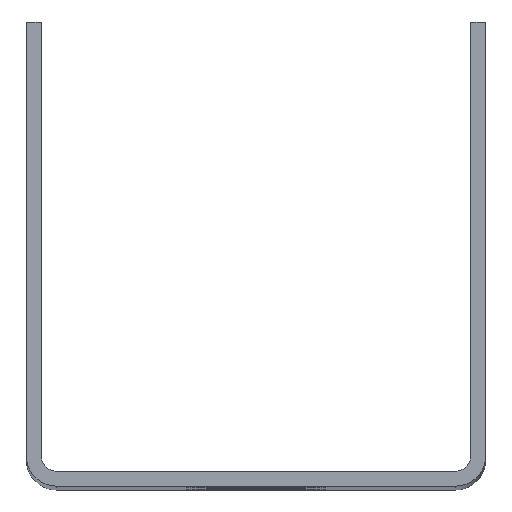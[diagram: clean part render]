
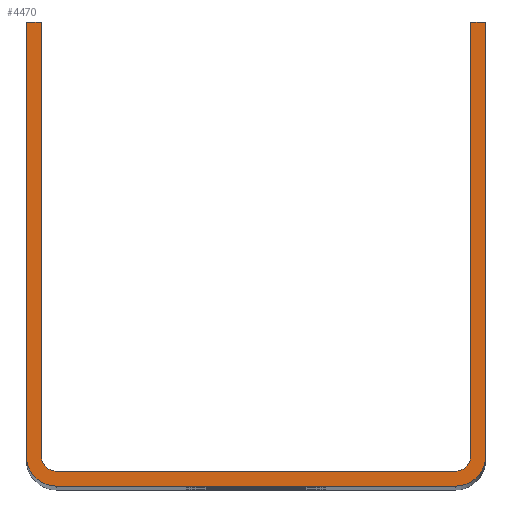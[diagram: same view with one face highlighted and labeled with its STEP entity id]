
A CAD part, top view. The second image highlights one B-rep face of the part: STEP entity #4470.
In plain terms, the highlighted planar face has unit normal (0, 0, 1).
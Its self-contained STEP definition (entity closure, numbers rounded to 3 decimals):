
#42=DIRECTION('',(0.,1.,0.));
#43=VECTOR('',#42,43.5);
#44=CARTESIAN_POINT('',(47.5,3.,220.));
#45=LINE('',#44,#43);
#314=DIRECTION('',(-1.,0.,0.));
#315=VECTOR('',#314,40.);
#316=CARTESIAN_POINT('',(46.,1.5,220.));
#317=LINE('',#316,#315);
#318=CARTESIAN_POINT('',(46.,3.,220.));
#319=DIRECTION('',(0.,0.,-1.));
#320=DIRECTION('',(1.,0.,0.));
#321=AXIS2_PLACEMENT_3D('',#318,#319,#320);
#323=DIRECTION('',(-1.,0.,0.));
#324=VECTOR('',#323,1.5);
#325=CARTESIAN_POINT('',(49.,46.5,220.));
#326=LINE('',#325,#324);
#327=CARTESIAN_POINT('',(46.,3.,220.));
#328=DIRECTION('',(0.,0.,1.));
#329=DIRECTION('',(0.,-1.,0.));
#330=AXIS2_PLACEMENT_3D('',#327,#328,#329);
#332=DIRECTION('',(1.,0.,0.));
#333=VECTOR('',#332,40.);
#334=CARTESIAN_POINT('',(6.,0.,220.));
#335=LINE('',#334,#333);
#336=CARTESIAN_POINT('',(6.,3.,220.));
#337=DIRECTION('',(0.,0.,1.));
#338=DIRECTION('',(-1.,0.,0.));
#339=AXIS2_PLACEMENT_3D('',#336,#337,#338);
#341=DIRECTION('',(-1.,0.,0.));
#342=VECTOR('',#341,1.5);
#343=CARTESIAN_POINT('',(4.5,46.5,220.));
#344=LINE('',#343,#342);
#345=CARTESIAN_POINT('',(6.,3.,220.));
#346=DIRECTION('',(0.,0.,-1.));
#347=DIRECTION('',(0.,-1.,0.));
#348=AXIS2_PLACEMENT_3D('',#345,#346,#347);
#578=DIRECTION('',(0.,-1.,0.));
#579=VECTOR('',#578,43.5);
#580=CARTESIAN_POINT('',(4.5,46.5,220.));
#581=LINE('',#580,#579);
#854=DIRECTION('',(0.,1.,0.));
#855=VECTOR('',#854,43.5);
#856=CARTESIAN_POINT('',(3.,3.,220.));
#857=LINE('',#856,#855);
#1354=DIRECTION('',(0.,-1.,0.));
#1355=VECTOR('',#1354,43.5);
#1356=CARTESIAN_POINT('',(49.,46.5,220.));
#1357=LINE('',#1356,#1355);
#3218=CARTESIAN_POINT('',(47.5,3.,220.));
#3219=CARTESIAN_POINT('',(46.,1.5,220.));
#3220=VERTEX_POINT('',#3218);
#3221=VERTEX_POINT('',#3219);
#3222=CARTESIAN_POINT('',(47.5,46.5,220.));
#3223=VERTEX_POINT('',#3222);
#3224=CARTESIAN_POINT('',(49.,46.5,220.));
#3225=VERTEX_POINT('',#3224);
#3226=CARTESIAN_POINT('',(49.,3.,220.));
#3227=VERTEX_POINT('',#3226);
#3228=CARTESIAN_POINT('',(46.,0.,220.));
#3229=VERTEX_POINT('',#3228);
#3230=CARTESIAN_POINT('',(6.,0.,220.));
#3231=VERTEX_POINT('',#3230);
#3232=CARTESIAN_POINT('',(3.,3.,220.));
#3233=VERTEX_POINT('',#3232);
#3234=CARTESIAN_POINT('',(3.,46.5,220.));
#3235=VERTEX_POINT('',#3234);
#3236=CARTESIAN_POINT('',(4.5,46.5,220.));
#3237=VERTEX_POINT('',#3236);
#3238=CARTESIAN_POINT('',(4.5,3.,220.));
#3239=VERTEX_POINT('',#3238);
#3240=CARTESIAN_POINT('',(6.,1.5,220.));
#3241=VERTEX_POINT('',#3240);
#4441=CARTESIAN_POINT('',(0.,0.,220.));
#4442=DIRECTION('',(0.,0.,1.));
#4443=DIRECTION('',(1.,0.,0.));
#4444=AXIS2_PLACEMENT_3D('',#4441,#4442,#4443);
#4445=PLANE('',#4444);
#4447=ORIENTED_EDGE('',*,*,#4446,.F.);
#4448=ORIENTED_EDGE('',*,*,#4433,.F.);
#4449=ORIENTED_EDGE('',*,*,#4212,.T.);
#4451=ORIENTED_EDGE('',*,*,#4450,.F.);
#4453=ORIENTED_EDGE('',*,*,#4452,.T.);
#4455=ORIENTED_EDGE('',*,*,#4454,.F.);
#4457=ORIENTED_EDGE('',*,*,#4456,.F.);
#4459=ORIENTED_EDGE('',*,*,#4458,.F.);
#4461=ORIENTED_EDGE('',*,*,#4460,.T.);
#4463=ORIENTED_EDGE('',*,*,#4462,.F.);
#4465=ORIENTED_EDGE('',*,*,#4464,.T.);
#4467=ORIENTED_EDGE('',*,*,#4466,.F.);
#4468=EDGE_LOOP('',(#4447,#4448,#4449,#4451,#4453,#4455,#4457,#4459,#4461,#4463,
#4465,#4467));
#4469=FACE_OUTER_BOUND('',#4468,.F.);
#4470=ADVANCED_FACE('',(#4469),#4445,.T.);
#322=CIRCLE('',#321,1.5);
#331=CIRCLE('',#330,3.);
#340=CIRCLE('',#339,3.);
#349=CIRCLE('',#348,1.5);
#4212=EDGE_CURVE('',#3220,#3223,#45,.T.);
#4433=EDGE_CURVE('',#3220,#3221,#322,.T.);
#4446=EDGE_CURVE('',#3221,#3241,#317,.T.);
#4450=EDGE_CURVE('',#3225,#3223,#326,.T.);
#4452=EDGE_CURVE('',#3225,#3227,#1357,.T.);
#4454=EDGE_CURVE('',#3229,#3227,#331,.T.);
#4456=EDGE_CURVE('',#3231,#3229,#335,.T.);
#4458=EDGE_CURVE('',#3233,#3231,#340,.T.);
#4460=EDGE_CURVE('',#3233,#3235,#857,.T.);
#4462=EDGE_CURVE('',#3237,#3235,#344,.T.);
#4464=EDGE_CURVE('',#3237,#3239,#581,.T.);
#4466=EDGE_CURVE('',#3241,#3239,#349,.T.);
